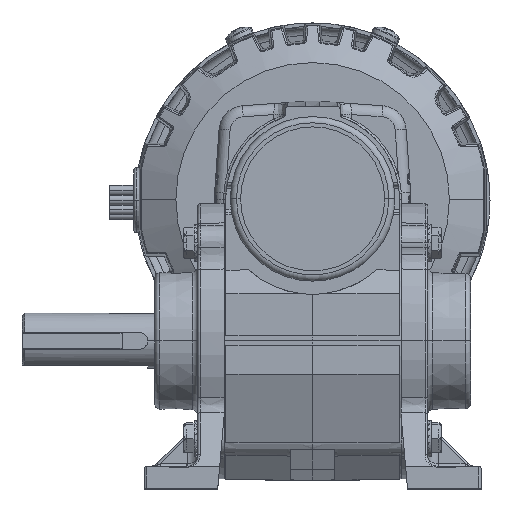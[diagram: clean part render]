
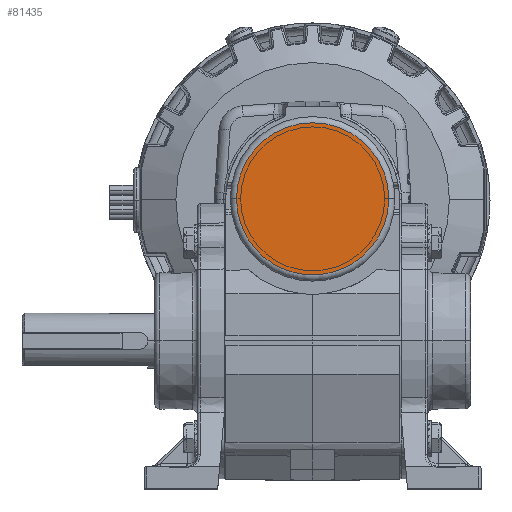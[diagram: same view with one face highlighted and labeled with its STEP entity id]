
A CAD part, top view. The second image highlights one B-rep face of the part: STEP entity #81435.
In plain terms, the highlighted planar face has unit normal (0, 0, 1).
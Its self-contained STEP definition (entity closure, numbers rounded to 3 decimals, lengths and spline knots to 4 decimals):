
#8531 = AXIS2_PLACEMENT_3D ( 'NONE', #65445, #65450, #65451 ) ;
#11620 = EDGE_LOOP ( 'NONE', ( #24980, #24981 ) ) ;
#24980 = ORIENTED_EDGE ( 'NONE', *, *, #83329, .T. ) ;
#24981 = ORIENTED_EDGE ( 'NONE', *, *, #83482, .T. ) ;
#29676 = FACE_OUTER_BOUND ( 'NONE', #11620, .T. ) ;
#34356 = CIRCLE ( 'NONE', #121388, 0.86 ) ;
#35158 = CIRCLE ( 'NONE', #122003, 0.86 ) ;
#39095 = CARTESIAN_POINT ( 'NONE',  ( 0., 0., 4.876 ) ) ;
#39096 = DIRECTION ( 'NONE',  ( 0., 0., 1. ) ) ;
#39097 = DIRECTION ( 'NONE',  ( 1., 0., 0. ) ) ;
#44856 = CARTESIAN_POINT ( 'NONE',  ( 0., 0., 4.876 ) ) ;
#44858 = DIRECTION ( 'NONE',  ( 0., 0., 1. ) ) ;
#44860 = DIRECTION ( 'NONE',  ( 1., 0., 0. ) ) ;
#58823 = VERTEX_POINT ( 'NONE', #97894 ) ;
#58826 = VERTEX_POINT ( 'NONE', #97900 ) ;
#65445 = CARTESIAN_POINT ( 'NONE',  ( 0., 0.86, 4.876 ) ) ;
#65447 = PLANE ( 'NONE',  #8531 ) ;
#65450 = DIRECTION ( 'NONE',  ( 0., 0., 1. ) ) ;
#65451 = DIRECTION ( 'NONE',  ( 1., 0., 0. ) ) ;
#81435 = ADVANCED_FACE ( 'NONE', ( #29676 ), #65447, .T. ) ;
#83329 = EDGE_CURVE ( 'NONE', #58826, #58823, #34356, .T. ) ;
#83482 = EDGE_CURVE ( 'NONE', #58823, #58826, #35158, .T. ) ;
#97894 = CARTESIAN_POINT ( 'NONE',  ( -0.86, 0., 4.876 ) ) ;
#97900 = CARTESIAN_POINT ( 'NONE',  ( 0.86, 0., 4.876 ) ) ;
#121388 = AXIS2_PLACEMENT_3D ( 'NONE', #39095, #39096, #39097 ) ;
#122003 = AXIS2_PLACEMENT_3D ( 'NONE', #44856, #44858, #44860 ) ;
